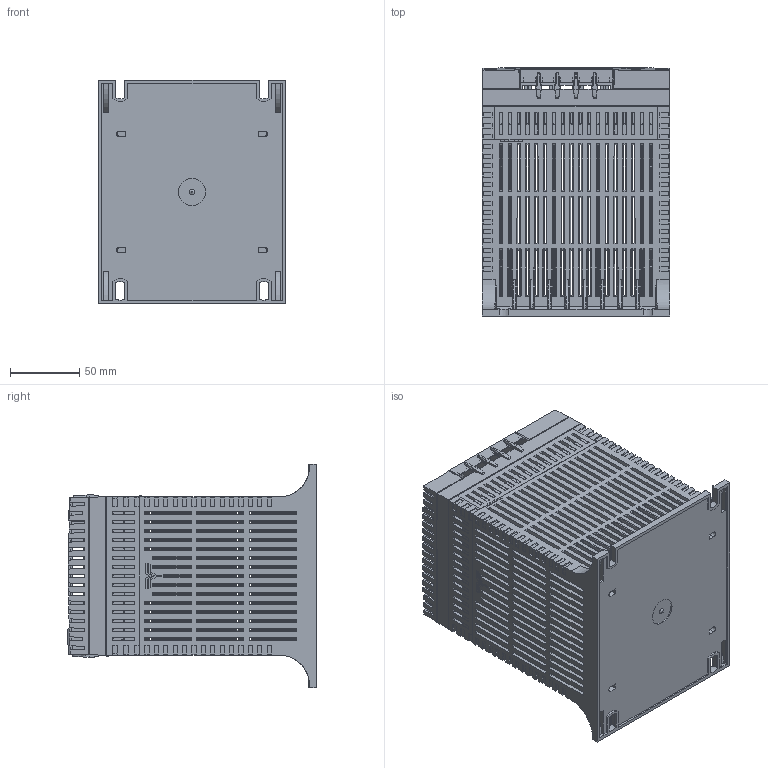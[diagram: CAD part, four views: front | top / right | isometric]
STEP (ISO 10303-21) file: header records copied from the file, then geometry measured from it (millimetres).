
FILE_DESCRIPTION(/* description */ (''),/* implementation_level */ '2;1');
FILE_NAME(/* name */ 'RC42A.stp',/* time_stamp */ '2023-07-25T10:49:39+02:00',/* author */ ('DMA'),/* organization */ (''),/* preprocessor_version */ 'ST-DEVELOPER v16.13',/* originating_system */ 'Autodesk Inventor 2018',/* authorisation */ '');
FILE_SCHEMA (('AUTOMOTIVE_DESIGN { 1 0 10303 214 3 1 1 }'));
Products named in the file (1): RC42A
Bounding box: 135.5 x 180.06 x 162 mm (x, y, z)
Surface area: 294298.4 mm2 (no closed solid volume)
Topology: 0 solids, 46 shells, 3926 faces, 13552 edges, 9444 vertices
Faces by surface type: plane 2829, cylinder 525, bspline 495, cone 54, sphere 13, torus 10
Full cylindrical faces by diameter (mm): 20 x1
Entity records: 176867 total; most frequent: CARTESIAN_POINT 62216, ORIENTED_EDGE 23692, DIRECTION 21609, EDGE_CURVE 13543, LINE 11079, VECTOR 11079, VERTEX_POINT 9440, AXIS2_PLACEMENT_3D 5265
